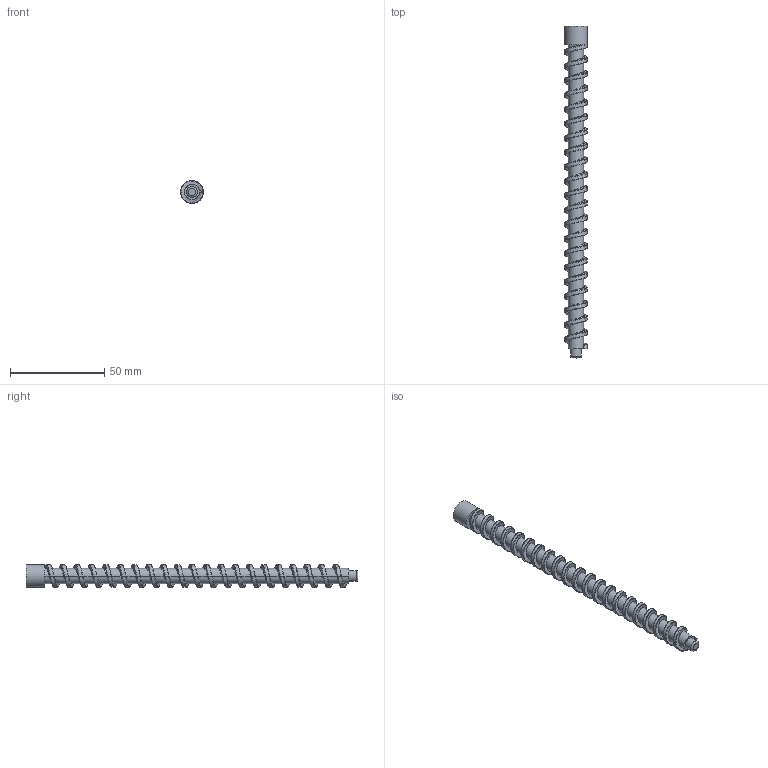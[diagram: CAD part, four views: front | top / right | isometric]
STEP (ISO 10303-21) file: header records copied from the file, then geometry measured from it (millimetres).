
FILE_DESCRIPTION(/* description */ (''),/* implementation_level */ '2;1');
FILE_NAME(/* name */ 'Spindle_White.step',/* time_stamp */ '2024-01-19T11:38:07+01:00',/* author */ (''),/* organization */ (''),/* preprocessor_version */ 'ST-DEVELOPER v20',/* originating_system */ 'Autodesk Translation Framework v12.14.0.127',/* authorisation */ '');
FILE_SCHEMA (('AUTOMOTIVE_DESIGN { 1 0 10303 214 3 1 1 }'));
Length unit declared in the file: millimetre
Products named in the file (1): FusionComponent
Bounding box: 12 x 176 x 12 mm (x, y, z)
Volume: 11938.5 mm3; surface area: 7790.3 mm2
Topology: 1 solids, 1 shells, 61 faces, 171 edges, 114 vertices
Faces by surface type: cylinder 47, plane 8, bspline 5, torus 1
Full cylindrical faces by diameter (mm): 5.8 x1, 8 x21, 12 x21
Entity records: 9075 total; most frequent: CARTESIAN_POINT 7656, ORIENTED_EDGE 342, DIRECTION 201, EDGE_CURVE 171, VERTEX_POINT 114, B_SPLINE_CURVE_WITH_KNOTS 100, AXIS2_PLACEMENT_3D 73, EDGE_LOOP 63
